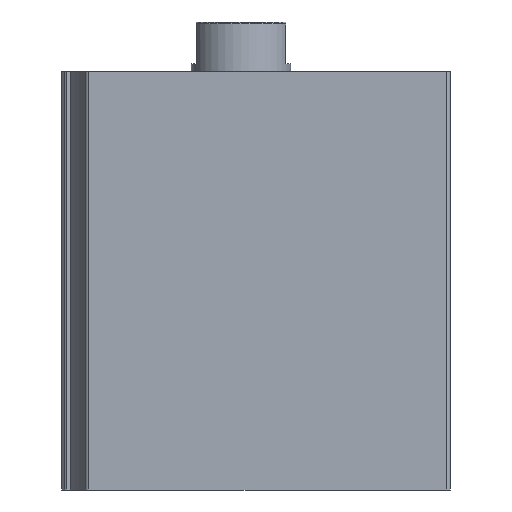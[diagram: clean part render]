
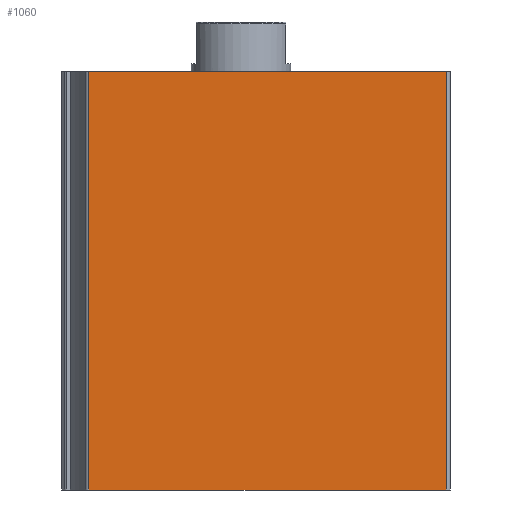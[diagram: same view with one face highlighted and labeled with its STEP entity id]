
A CAD part, left-side view. The second image highlights one B-rep face of the part: STEP entity #1060.
In plain terms, the highlighted planar face has unit normal (-1, 0, 0).
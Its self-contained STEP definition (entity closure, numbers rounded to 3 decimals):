
#42=PLANE('',#1157);
#71=LINE('',#1675,#137);
#72=LINE('',#1677,#138);
#73=LINE('',#1679,#139);
#74=LINE('',#1681,#140);
#137=VECTOR('',#1311,1000.);
#138=VECTOR('',#1314,1000.);
#139=VECTOR('',#1315,1000.);
#140=VECTOR('',#1316,1000.);
#206=ORIENTED_EDGE('',*,*,#500,.F.);
#207=ORIENTED_EDGE('',*,*,#499,.F.);
#208=ORIENTED_EDGE('',*,*,#501,.T.);
#209=ORIENTED_EDGE('',*,*,#502,.T.);
#499=EDGE_CURVE('',#646,#644,#71,.T.);
#500=EDGE_CURVE('',#644,#647,#72,.T.);
#501=EDGE_CURVE('',#646,#648,#73,.T.);
#502=EDGE_CURVE('',#648,#647,#74,.T.);
#644=VERTEX_POINT('',#1670);
#646=VERTEX_POINT('',#1674);
#647=VERTEX_POINT('',#1678);
#648=VERTEX_POINT('',#1680);
#829=EDGE_LOOP('',(#206,#207,#208,#209));
#927=FACE_BOUND('',#829,.T.);
#1060=ADVANCED_FACE('',(#927),#42,.T.);
#1157=AXIS2_PLACEMENT_3D('',#1676,#1312,#1313);
#1311=DIRECTION('',(0.,0.,1.));
#1312=DIRECTION('',(-1.,0.,0.));
#1313=DIRECTION('',(0.,0.,1.));
#1314=DIRECTION('',(0.,-1.,0.));
#1315=DIRECTION('',(0.,-1.,0.));
#1316=DIRECTION('',(0.,0.,1.));
#1670=CARTESIAN_POINT('',(-16.,15.286,0.));
#1674=CARTESIAN_POINT('',(-16.,15.286,-42.));
#1675=CARTESIAN_POINT('',(-16.,15.286,-42.));
#1676=CARTESIAN_POINT('',(-16.,15.286,-42.));
#1677=CARTESIAN_POINT('',(-16.,15.286,0.));
#1678=CARTESIAN_POINT('',(-16.,-20.6,0.));
#1679=CARTESIAN_POINT('',(-16.,15.286,-42.));
#1680=CARTESIAN_POINT('',(-16.,-20.6,-42.));
#1681=CARTESIAN_POINT('',(-16.,-20.6,-42.));
